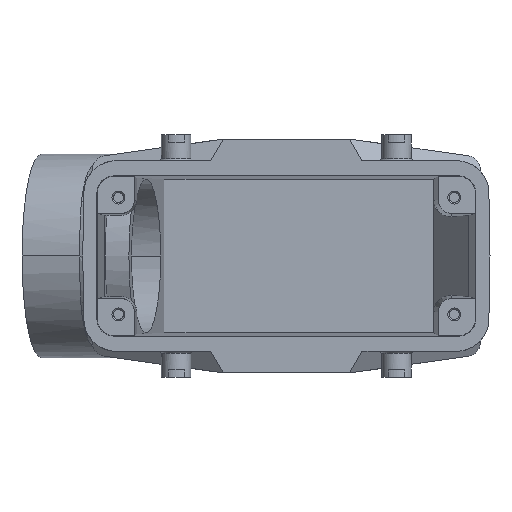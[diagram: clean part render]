
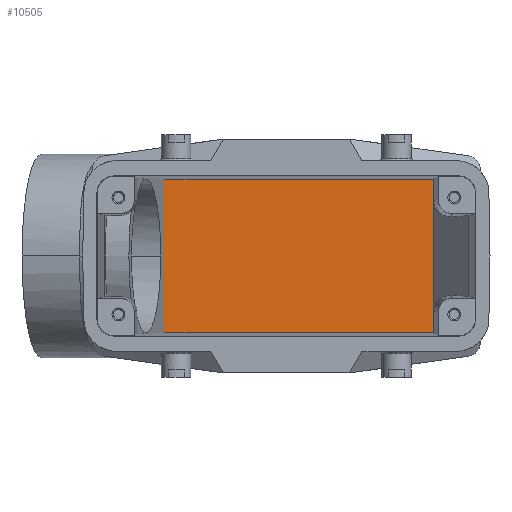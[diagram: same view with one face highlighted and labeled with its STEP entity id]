
A CAD part, front view. The second image highlights one B-rep face of the part: STEP entity #10505.
In plain terms, the highlighted planar face has unit normal (0, -1, 0).
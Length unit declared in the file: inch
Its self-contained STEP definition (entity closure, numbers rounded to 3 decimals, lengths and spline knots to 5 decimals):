
#2882=CARTESIAN_POINT('',(1.3376,2.51968,0.69825));
#2884=DIRECTION('',(-1.,0.,0.));
#2885=VECTOR('',#2884,2.45008);
#2886=CARTESIAN_POINT('',(1.3376,2.51968,0.69825));
#2887=LINE('',#2886,#2885);
#3045=CARTESIAN_POINT('',(1.3376,2.51968,
-0.69825));
#3060=DIRECTION('',(0.,0.,1.));
#3061=VECTOR('',#3060,1.3965);
#3062=CARTESIAN_POINT('',(-1.11248,2.51968,
-0.69825));
#3063=LINE('',#3062,#3061);
#3064=CARTESIAN_POINT('',(1.3376,2.51968,0.69825));
#3065=CARTESIAN_POINT('',(1.3376,2.51968,0.54309));
#3066=CARTESIAN_POINT('',(1.33756,2.51969,0.23275));
#3067=CARTESIAN_POINT('',(1.33756,2.51969,
-0.23275));
#3068=CARTESIAN_POINT('',(1.3376,2.51968,
-0.54309));
#3069=CARTESIAN_POINT('',(1.3376,2.51968,
-0.69825));
#3071=DIRECTION('',(-1.,0.,0.));
#3072=VECTOR('',#3071,2.45008);
#3073=CARTESIAN_POINT('',(1.3376,2.51968,
-0.69825));
#3074=LINE('',#3073,#3072);
#5710=CARTESIAN_POINT('',(-1.11248,2.51968,
0.69825));
#5711=VERTEX_POINT('',#5710);
#5712=CARTESIAN_POINT('',(-1.11248,2.51968,
-0.69825));
#5713=VERTEX_POINT('',#5712);
#5729=VERTEX_POINT('',#2882);
#5756=VERTEX_POINT('',#3045);
#10494=CARTESIAN_POINT('',(-1.43493,2.51969,
-0.84646));
#10495=DIRECTION('',(0.,-1.,0.));
#10496=DIRECTION('',(-1.,0.,0.));
#10497=AXIS2_PLACEMENT_3D('',#10494,#10495,#10496);
#10498=PLANE('',#10497);
#10499=ORIENTED_EDGE('',*,*,#10223,.T.);
#10500=ORIENTED_EDGE('',*,*,#10288,.F.);
#10501=ORIENTED_EDGE('',*,*,#10388,.T.);
#10502=ORIENTED_EDGE('',*,*,#10476,.T.);
#10503=EDGE_LOOP('',(#10499,#10500,#10501,#10502));
#10504=FACE_OUTER_BOUND('',#10503,.F.);
#10505=ADVANCED_FACE('',(#10504),#10498,.T.);
#3070=B_SPLINE_CURVE_WITH_KNOTS('',3,(#3064,#3065,#3066,#3067,#3068,#3069),
.UNSPECIFIED.,.F.,.F.,(4,1,1,4),(0.,0.33333,0.66667,1.),
.UNSPECIFIED.);
#10223=EDGE_CURVE('',#5713,#5711,#3063,.T.);
#10288=EDGE_CURVE('',#5729,#5711,#2887,.T.);
#10388=EDGE_CURVE('',#5729,#5756,#3070,.T.);
#10476=EDGE_CURVE('',#5756,#5713,#3074,.T.);
